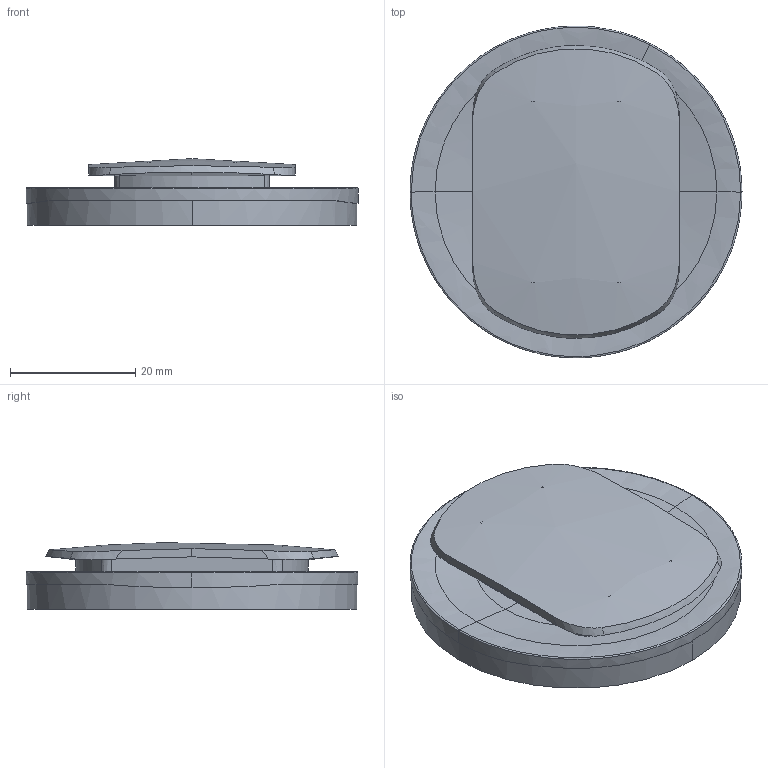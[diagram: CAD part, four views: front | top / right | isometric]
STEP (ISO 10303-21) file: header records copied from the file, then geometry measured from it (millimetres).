
FILE_DESCRIPTION(('CATIA V5 STEP Exchange','CAx-IF Rec.Pracs.--- Model Styling and Organization---1.5--- 2016-08-15','CAx-IF Rec.Pracs.---Supplemental Geometry---1.0---2011-11-01','CAx-IF Rec.Pracs.--- Composite Materials ---1.1---2010-07-15'),'2;1');
FILE_NAME('CB0020s.stp','2023-10-05T08:50:17+00:00',('none'),('none'),'CATIA Version 5-6 Release 2020 SP3','CATIA V5 STEP AP214 v2','none');
FILE_SCHEMA(('AUTOMOTIVE_DESIGN { 1 0 10303 214 1 1 1 1 }'));
Length unit declared in the file: millimetre
Products named in the file (3): T003534_A ; ED11210_A; EE02194_A
Assembly tree (2 placements, depth 2):
  T003534_A 
    ED11210_A
    EE02194_A
Bounding box: 53 x 52.98 x 10.63 mm (x, y, z)
Volume: 6861.5 mm3; surface area: 9531.5 mm2
Topology: 2 solids, 2 shells, 247 faces, 653 edges, 417 vertices
Faces by surface type: bspline 96, plane 82, cylinder 34, cone 14, extrusion 13, revolution 6, torus 2
Entity records: 12760 total; most frequent: CARTESIAN_POINT 7887, ORIENTED_EDGE 1306, EDGE_CURVE 653, DIRECTION 449, B_SPLINE_CURVE_WITH_KNOTS 438, VERTEX_POINT 417, EDGE_LOOP 256, ADVANCED_FACE 247
